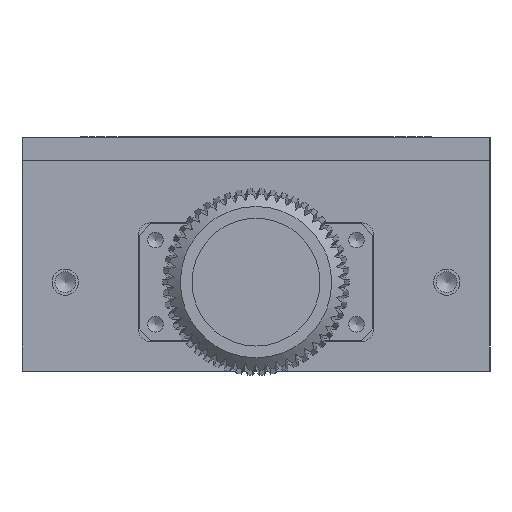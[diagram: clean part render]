
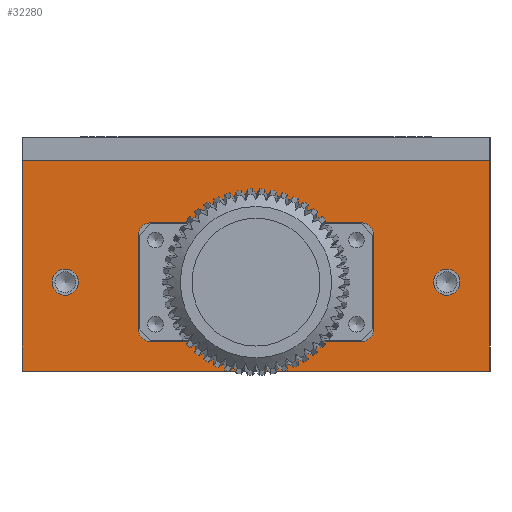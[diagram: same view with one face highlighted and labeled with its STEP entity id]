
A CAD part, left-side view. The second image highlights one B-rep face of the part: STEP entity #32280.
In plain terms, the highlighted planar face has unit normal (-1, 0, 0).
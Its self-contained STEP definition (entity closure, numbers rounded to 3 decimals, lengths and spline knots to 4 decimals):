
#64 = EDGE_LOOP ( 'NONE', ( #19270, #37373, #3053, #27786 ) ) ;
#913 = VECTOR ( 'NONE', #21146, 39.3701 ) ;
#1335 = ORIENTED_EDGE ( 'NONE', *, *, #31556, .T. ) ;
#1835 = AXIS2_PLACEMENT_3D ( 'NONE', #25196, #39870, #17289 ) ;
#3053 = ORIENTED_EDGE ( 'NONE', *, *, #9058, .F. ) ;
#3105 = AXIS2_PLACEMENT_3D ( 'NONE', #29455, #29691, #40506 ) ;
#3468 = VERTEX_POINT ( 'NONE', #22017 ) ;
#3983 = DIRECTION ( 'NONE',  ( 0., 1., 0. ) ) ;
#4182 = ORIENTED_EDGE ( 'NONE', *, *, #21545, .F. ) ;
#4248 = VECTOR ( 'NONE', #6590, 39.3701 ) ;
#4419 = EDGE_CURVE ( 'NONE', #38663, #46730, #39675, .T. ) ;
#4509 = VERTEX_POINT ( 'NONE', #29078 ) ;
#4989 = DIRECTION ( 'NONE',  ( 0., 0., -1. ) ) ;
#5680 = CARTESIAN_POINT ( 'NONE',  ( -1.875, 1., -1. ) ) ;
#6138 = VERTEX_POINT ( 'NONE', #5680 ) ;
#6590 = DIRECTION ( 'NONE',  ( 0., 0., 1. ) ) ;
#6695 = CARTESIAN_POINT ( 'NONE',  ( -1.875, -0.503, -0.873 ) ) ;
#7113 = CARTESIAN_POINT ( 'NONE',  ( -1.875, -0.503, -0.367 ) ) ;
#7647 = EDGE_CURVE ( 'NONE', #44446, #40951, #25399, .T. ) ;
#7767 = VECTOR ( 'NONE', #19579, 39.3701 ) ;
#8498 = CIRCLE ( 'NONE', #43097, 0.056 ) ;
#8836 = DIRECTION ( 'NONE',  ( 1., 0., 0. ) ) ;
#9058 = EDGE_CURVE ( 'NONE', #6138, #14697, #9703, .T. ) ;
#9703 = LINE ( 'NONE', #36207, #4248 ) ;
#10212 = CARTESIAN_POINT ( 'NONE',  ( -1.875, 0.503, -0.417 ) ) ;
#10450 = ORIENTED_EDGE ( 'NONE', *, *, #37573, .T. ) ;
#10455 = CARTESIAN_POINT ( 'NONE',  ( -1.875, 0.453, -0.417 ) ) ;
#10925 = EDGE_CURVE ( 'NONE', #35134, #23080, #29886, .T. ) ;
#11307 = CARTESIAN_POINT ( 'NONE',  ( -1.875, 0.815, -0.564 ) ) ;
#11485 = VERTEX_POINT ( 'NONE', #10212 ) ;
#12103 = ORIENTED_EDGE ( 'NONE', *, *, #45560, .F. ) ;
#12971 = DIRECTION ( 'NONE',  ( 0., -1., 0. ) ) ;
#13079 = CARTESIAN_POINT ( 'NONE',  ( -1.875, 1., -0.1 ) ) ;
#13637 = ORIENTED_EDGE ( 'NONE', *, *, #28764, .F. ) ;
#13832 = FACE_OUTER_BOUND ( 'NONE', #64, .T. ) ;
#14056 = CARTESIAN_POINT ( 'NONE',  ( -1.875, -1., -0.1 ) ) ;
#14206 = ORIENTED_EDGE ( 'NONE', *, *, #4419, .F. ) ;
#14697 = VERTEX_POINT ( 'NONE', #13079 ) ;
#15788 = DIRECTION ( 'NONE',  ( 0., 0., -1. ) ) ;
#16117 = EDGE_CURVE ( 'NONE', #11485, #44348, #26783, .T. ) ;
#16448 = CIRCLE ( 'NONE', #1835, 0.056 ) ;
#16629 = LINE ( 'NONE', #31305, #17677 ) ;
#16836 = CARTESIAN_POINT ( 'NONE',  ( -1.875, 0.503, -0.873 ) ) ;
#17289 = DIRECTION ( 'NONE',  ( 0., 0., 1. ) ) ;
#17470 = FACE_BOUND ( 'NONE', #47058, .T. ) ;
#17666 = VERTEX_POINT ( 'NONE', #11307 ) ;
#17677 = VECTOR ( 'NONE', #27688, 39.3701 ) ;
#17703 = FACE_BOUND ( 'NONE', #41718, .T. ) ;
#18407 = ORIENTED_EDGE ( 'NONE', *, *, #16117, .F. ) ;
#19270 = ORIENTED_EDGE ( 'NONE', *, *, #10925, .T. ) ;
#19579 = DIRECTION ( 'NONE',  ( 0., 0., -1. ) ) ;
#20643 = CARTESIAN_POINT ( 'NONE',  ( -1.875, 0.815, -0.62 ) ) ;
#20863 = CARTESIAN_POINT ( 'NONE',  ( -1.875, -0.503, -0.417 ) ) ;
#21077 = DIRECTION ( 'NONE',  ( 0., 0., 1. ) ) ;
#21146 = DIRECTION ( 'NONE',  ( 0., 0., 1. ) ) ;
#21545 = EDGE_CURVE ( 'NONE', #26010, #26010, #16448, .T. ) ;
#22017 = CARTESIAN_POINT ( 'NONE',  ( -1.875, -0.453, -0.873 ) ) ;
#23080 = VERTEX_POINT ( 'NONE', #14056 ) ;
#24749 = CIRCLE ( 'NONE', #43186, 0.05 ) ;
#25196 = CARTESIAN_POINT ( 'NONE',  ( -1.875, -0.815, -0.62 ) ) ;
#25399 = LINE ( 'NONE', #7113, #26146 ) ;
#26010 = VERTEX_POINT ( 'NONE', #28499 ) ;
#26146 = VECTOR ( 'NONE', #3983, 39.3701 ) ;
#26280 = DIRECTION ( 'NONE',  ( 0., 0., 1. ) ) ;
#26378 = CARTESIAN_POINT ( 'NONE',  ( -1.875, -1., -0.1 ) ) ;
#26403 = VECTOR ( 'NONE', #12971, 39.3701 ) ;
#26554 = CARTESIAN_POINT ( 'NONE',  ( -1.875, 0.453, -0.367 ) ) ;
#26783 = LINE ( 'NONE', #42166, #7767 ) ;
#26959 = AXIS2_PLACEMENT_3D ( 'NONE', #45850, #30470, #15788 ) ;
#27662 = CARTESIAN_POINT ( 'NONE',  ( -1.875, -0.453, -0.367 ) ) ;
#27688 = DIRECTION ( 'NONE',  ( 0., 1., 0. ) ) ;
#27694 = EDGE_CURVE ( 'NONE', #35134, #6138, #16629, .T. ) ;
#27703 = CIRCLE ( 'NONE', #26959, 0.05 ) ;
#27715 = CIRCLE ( 'NONE', #3105, 0.05 ) ;
#27786 = ORIENTED_EDGE ( 'NONE', *, *, #27694, .F. ) ;
#28499 = CARTESIAN_POINT ( 'NONE',  ( -1.875, -0.815, -0.564 ) ) ;
#28536 = CIRCLE ( 'NONE', #45439, 0.05 ) ;
#28544 = DIRECTION ( 'NONE',  ( 1., 0., 0. ) ) ;
#28764 = EDGE_CURVE ( 'NONE', #17666, #17666, #8498, .T. ) ;
#29078 = CARTESIAN_POINT ( 'NONE',  ( -1.875, 0.453, -0.873 ) ) ;
#29455 = CARTESIAN_POINT ( 'NONE',  ( -1.875, -0.453, -0.417 ) ) ;
#29691 = DIRECTION ( 'NONE',  ( 1., 0., 0. ) ) ;
#29824 = EDGE_CURVE ( 'NONE', #4509, #44348, #28536, .T. ) ;
#29886 = LINE ( 'NONE', #44538, #43010 ) ;
#30470 = DIRECTION ( 'NONE',  ( 1., 0., 0. ) ) ;
#31137 = EDGE_CURVE ( 'NONE', #23080, #14697, #37444, .T. ) ;
#31305 = CARTESIAN_POINT ( 'NONE',  ( -1.875, -1., -1. ) ) ;
#31525 = VECTOR ( 'NONE', #40087, 39.3701 ) ;
#31556 = EDGE_CURVE ( 'NONE', #44446, #46730, #27715, .T. ) ;
#31586 = AXIS2_PLACEMENT_3D ( 'NONE', #43437, #36483, #21077 ) ;
#31980 = CARTESIAN_POINT ( 'NONE',  ( -1.875, 0.503, -0.823 ) ) ;
#32139 = PLANE ( 'NONE',  #31586 ) ;
#32280 = ADVANCED_FACE ( 'NONE', ( #42960, #17703, #17470, #13832 ), #32139, .T. ) ;
#34773 = EDGE_CURVE ( 'NONE', #38663, #3468, #27703, .T. ) ;
#35134 = VERTEX_POINT ( 'NONE', #36225 ) ;
#35848 = LINE ( 'NONE', #16836, #26403 ) ;
#36053 = DIRECTION ( 'NONE',  ( 0., 0., 1. ) ) ;
#36207 = CARTESIAN_POINT ( 'NONE',  ( -1.875, 1., -0.1 ) ) ;
#36225 = CARTESIAN_POINT ( 'NONE',  ( -1.875, -1., -1. ) ) ;
#36254 = DIRECTION ( 'NONE',  ( 0., 0., -1. ) ) ;
#36483 = DIRECTION ( 'NONE',  ( -1., 0., 0. ) ) ;
#36492 = ORIENTED_EDGE ( 'NONE', *, *, #29824, .T. ) ;
#37373 = ORIENTED_EDGE ( 'NONE', *, *, #31137, .T. ) ;
#37444 = LINE ( 'NONE', #26378, #31525 ) ;
#37573 = EDGE_CURVE ( 'NONE', #11485, #40951, #24749, .T. ) ;
#38663 = VERTEX_POINT ( 'NONE', #41687 ) ;
#39675 = LINE ( 'NONE', #6695, #913 ) ;
#39870 = DIRECTION ( 'NONE',  ( -1., 0., 0. ) ) ;
#40087 = DIRECTION ( 'NONE',  ( 0., 1., 0. ) ) ;
#40506 = DIRECTION ( 'NONE',  ( 0., 0., -1. ) ) ;
#40951 = VERTEX_POINT ( 'NONE', #26554 ) ;
#41687 = CARTESIAN_POINT ( 'NONE',  ( -1.875, -0.503, -0.823 ) ) ;
#41718 = EDGE_LOOP ( 'NONE', ( #13637 ) ) ;
#42166 = CARTESIAN_POINT ( 'NONE',  ( -1.875, 0.503, -0.367 ) ) ;
#42960 = FACE_BOUND ( 'NONE', #45080, .T. ) ;
#43010 = VECTOR ( 'NONE', #26280, 39.3701 ) ;
#43017 = DIRECTION ( 'NONE',  ( -1., 0., 0. ) ) ;
#43097 = AXIS2_PLACEMENT_3D ( 'NONE', #20643, #43017, #36053 ) ;
#43186 = AXIS2_PLACEMENT_3D ( 'NONE', #10455, #28544, #36254 ) ;
#43437 = CARTESIAN_POINT ( 'NONE',  ( -1.875, -1., -0.1 ) ) ;
#44189 = ORIENTED_EDGE ( 'NONE', *, *, #7647, .F. ) ;
#44348 = VERTEX_POINT ( 'NONE', #31980 ) ;
#44446 = VERTEX_POINT ( 'NONE', #27662 ) ;
#44538 = CARTESIAN_POINT ( 'NONE',  ( -1.875, -1., -0.1 ) ) ;
#45080 = EDGE_LOOP ( 'NONE', ( #18407, #10450, #44189, #1335, #14206, #46323, #12103, #36492 ) ) ;
#45439 = AXIS2_PLACEMENT_3D ( 'NONE', #45893, #8836, #4989 ) ;
#45560 = EDGE_CURVE ( 'NONE', #4509, #3468, #35848, .T. ) ;
#45850 = CARTESIAN_POINT ( 'NONE',  ( -1.875, -0.453, -0.823 ) ) ;
#45893 = CARTESIAN_POINT ( 'NONE',  ( -1.875, 0.453, -0.823 ) ) ;
#46323 = ORIENTED_EDGE ( 'NONE', *, *, #34773, .T. ) ;
#46730 = VERTEX_POINT ( 'NONE', #20863 ) ;
#47058 = EDGE_LOOP ( 'NONE', ( #4182 ) ) ;
